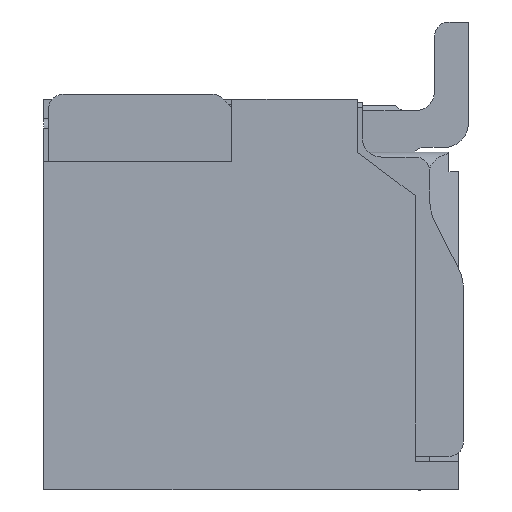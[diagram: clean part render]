
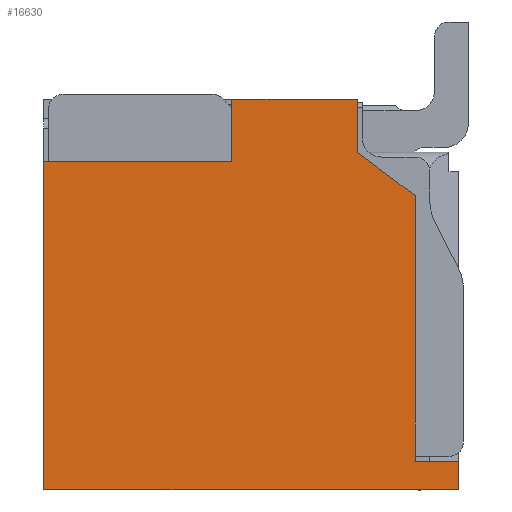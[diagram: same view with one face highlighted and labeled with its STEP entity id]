
A CAD part, left-side view. The second image highlights one B-rep face of the part: STEP entity #16630.
In plain terms, the highlighted planar face has unit normal (-1, 0, 0).
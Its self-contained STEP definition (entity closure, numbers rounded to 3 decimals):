
#46 = DIRECTION ( 'NONE',  ( 0., 1., 0. ) ) ;
#599 = EDGE_LOOP ( 'NONE', ( #15862, #16920, #12557, #4650, #3604, #6494, #10019, #15030, #9052, #11677 ) ) ;
#660 = CARTESIAN_POINT ( 'NONE',  ( -2.875, -1.1, 1.475 ) ) ;
#746 = DIRECTION ( 'NONE',  ( 0., 0., 1. ) ) ;
#794 = AXIS2_PLACEMENT_3D ( 'NONE', #8176, #5220, #18335 ) ;
#926 = EDGE_CURVE ( 'NONE', #10331, #14259, #2772, .T. ) ;
#1682 = VECTOR ( 'NONE', #6478, 1000. ) ;
#1775 = VECTOR ( 'NONE', #16753, 1000. ) ;
#2157 = CARTESIAN_POINT ( 'NONE',  ( -2.875, -2.15, -0.375 ) ) ;
#2239 = LINE ( 'NONE', #5230, #1682 ) ;
#2772 = LINE ( 'NONE', #7115, #11385 ) ;
#2849 = VERTEX_POINT ( 'NONE', #15130 ) ;
#2866 = DIRECTION ( 'NONE',  ( 0., -1., 0. ) ) ;
#2895 = DIRECTION ( 'NONE',  ( 0., 0., -1. ) ) ;
#2919 = LINE ( 'NONE', #7357, #3262 ) ;
#3173 = EDGE_CURVE ( 'NONE', #11016, #4374, #3605, .T. ) ;
#3262 = VECTOR ( 'NONE', #46, 1000. ) ;
#3604 = ORIENTED_EDGE ( 'NONE', *, *, #10925, .F. ) ;
#3605 = LINE ( 'NONE', #5167, #1775 ) ;
#4374 = VERTEX_POINT ( 'NONE', #660 ) ;
#4421 = DIRECTION ( 'NONE',  ( 0., 0., 1. ) ) ;
#4650 = ORIENTED_EDGE ( 'NONE', *, *, #15808, .F. ) ;
#5013 = EDGE_CURVE ( 'NONE', #4374, #11933, #7290, .T. ) ;
#5085 = DIRECTION ( 'NONE',  ( 0., -1., 0. ) ) ;
#5167 = CARTESIAN_POINT ( 'NONE',  ( -2.875, -1.1, 0. ) ) ;
#5220 = DIRECTION ( 'NONE',  ( 1., 0., 0. ) ) ;
#5230 = CARTESIAN_POINT ( 'NONE',  ( -2.875, 0., -1.725 ) ) ;
#5394 = VERTEX_POINT ( 'NONE', #13881 ) ;
#5404 = VECTOR ( 'NONE', #2895, 1000. ) ;
#6195 = VERTEX_POINT ( 'NONE', #7459 ) ;
#6478 = DIRECTION ( 'NONE',  ( 0., -1., 0. ) ) ;
#6494 = ORIENTED_EDGE ( 'NONE', *, *, #5013, .F. ) ;
#6498 = VECTOR ( 'NONE', #12990, 1000. ) ;
#6535 = CARTESIAN_POINT ( 'NONE',  ( -2.875, 0., 2.025 ) ) ;
#6967 = VECTOR ( 'NONE', #5085, 1000. ) ;
#6987 = CARTESIAN_POINT ( 'NONE',  ( -2.875, 0.2, 1.375 ) ) ;
#7115 = CARTESIAN_POINT ( 'NONE',  ( -2.875, 0., 1.375 ) ) ;
#7290 = LINE ( 'NONE', #13183, #6498 ) ;
#7318 = LINE ( 'NONE', #11775, #17473 ) ;
#7321 = CARTESIAN_POINT ( 'NONE',  ( -2.875, -2.15, -2.025 ) ) ;
#7357 = CARTESIAN_POINT ( 'NONE',  ( -2.875, 0., -2.025 ) ) ;
#7459 = CARTESIAN_POINT ( 'NONE',  ( -2.875, -1.7, -1.725 ) ) ;
#8018 = DIRECTION ( 'NONE',  ( 0., 0., 1. ) ) ;
#8176 = CARTESIAN_POINT ( 'NONE',  ( -2.875, 0., 0. ) ) ;
#8651 = CARTESIAN_POINT ( 'NONE',  ( -2.875, 2.15, 1.375 ) ) ;
#9052 = ORIENTED_EDGE ( 'NONE', *, *, #12827, .F. ) ;
#10019 = ORIENTED_EDGE ( 'NONE', *, *, #3173, .F. ) ;
#10331 = VERTEX_POINT ( 'NONE', #8651 ) ;
#10925 = EDGE_CURVE ( 'NONE', #11933, #6195, #14404, .T. ) ;
#11008 = LINE ( 'NONE', #2157, #14195 ) ;
#11016 = VERTEX_POINT ( 'NONE', #12094 ) ;
#11385 = VECTOR ( 'NONE', #2866, 1000. ) ;
#11392 = VECTOR ( 'NONE', #746, 1000. ) ;
#11677 = ORIENTED_EDGE ( 'NONE', *, *, #926, .F. ) ;
#11775 = CARTESIAN_POINT ( 'NONE',  ( -2.875, 2.15, 0. ) ) ;
#11933 = VERTEX_POINT ( 'NONE', #15455 ) ;
#12094 = CARTESIAN_POINT ( 'NONE',  ( -2.875, -1.1, 2.025 ) ) ;
#12295 = CARTESIAN_POINT ( 'NONE',  ( -2.875, -2.15, -1.725 ) ) ;
#12421 = CARTESIAN_POINT ( 'NONE',  ( -2.875, 0.2, 0. ) ) ;
#12445 = PLANE ( 'NONE',  #794 ) ;
#12510 = LINE ( 'NONE', #12421, #11392 ) ;
#12557 = ORIENTED_EDGE ( 'NONE', *, *, #13309, .T. ) ;
#12827 = EDGE_CURVE ( 'NONE', #14259, #2849, #12510, .T. ) ;
#12990 = DIRECTION ( 'NONE',  ( 0., -0.8, -0.6 ) ) ;
#13183 = CARTESIAN_POINT ( 'NONE',  ( -2.875, -1.1, 1.475 ) ) ;
#13309 = EDGE_CURVE ( 'NONE', #15944, #14389, #11008, .T. ) ;
#13881 = CARTESIAN_POINT ( 'NONE',  ( -2.875, 2.15, -2.025 ) ) ;
#13888 = LINE ( 'NONE', #6535, #6967 ) ;
#13944 = FACE_OUTER_BOUND ( 'NONE', #599, .T. ) ;
#14195 = VECTOR ( 'NONE', #8018, 1000. ) ;
#14232 = EDGE_CURVE ( 'NONE', #15944, #5394, #2919, .T. ) ;
#14259 = VERTEX_POINT ( 'NONE', #6987 ) ;
#14389 = VERTEX_POINT ( 'NONE', #12295 ) ;
#14404 = LINE ( 'NONE', #18849, #5404 ) ;
#14997 = EDGE_CURVE ( 'NONE', #5394, #10331, #7318, .T. ) ;
#15030 = ORIENTED_EDGE ( 'NONE', *, *, #16972, .F. ) ;
#15130 = CARTESIAN_POINT ( 'NONE',  ( -2.875, 0.2, 2.025 ) ) ;
#15455 = CARTESIAN_POINT ( 'NONE',  ( -2.875, -1.7, 1.025 ) ) ;
#15808 = EDGE_CURVE ( 'NONE', #6195, #14389, #2239, .T. ) ;
#15862 = ORIENTED_EDGE ( 'NONE', *, *, #14997, .F. ) ;
#15944 = VERTEX_POINT ( 'NONE', #7321 ) ;
#16630 = ADVANCED_FACE ( 'NONE', ( #13944 ), #12445, .F. ) ;
#16753 = DIRECTION ( 'NONE',  ( 0., 0., -1. ) ) ;
#16920 = ORIENTED_EDGE ( 'NONE', *, *, #14232, .F. ) ;
#16972 = EDGE_CURVE ( 'NONE', #2849, #11016, #13888, .T. ) ;
#17473 = VECTOR ( 'NONE', #4421, 1000. ) ;
#18335 = DIRECTION ( 'NONE',  ( 0., 0., -1. ) ) ;
#18849 = CARTESIAN_POINT ( 'NONE',  ( -2.875, -1.7, 0. ) ) ;
